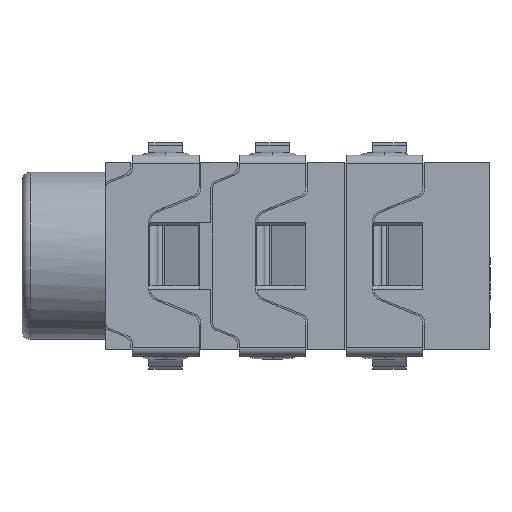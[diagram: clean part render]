
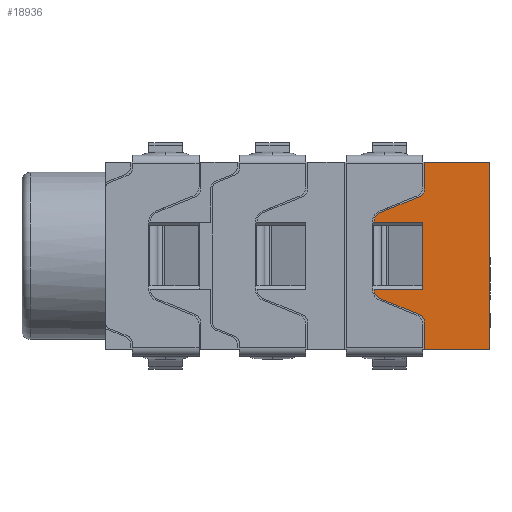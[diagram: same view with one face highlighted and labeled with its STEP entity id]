
A CAD part, top view. The second image highlights one B-rep face of the part: STEP entity #18936.
In plain terms, the highlighted planar face has unit normal (0, 0, 1).
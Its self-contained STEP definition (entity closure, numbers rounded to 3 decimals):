
#310 = CARTESIAN_POINT ( 'NONE',  ( 9.7, 2.8, 5. ) ) ;
#359 = CARTESIAN_POINT ( 'NONE',  ( 7.75, 2.8, 5. ) ) ;
#819 = ORIENTED_EDGE ( 'NONE', *, *, #17540, .T. ) ;
#909 = LINE ( 'NONE', #13119, #24463 ) ;
#943 = ORIENTED_EDGE ( 'NONE', *, *, #25141, .T. ) ;
#1037 = VECTOR ( 'NONE', #26026, 1000. ) ;
#1122 = CARTESIAN_POINT ( 'NONE',  ( 6.406, -1.28, 5. ) ) ;
#1134 = VERTEX_POINT ( 'NONE', #310 ) ;
#1157 = DIRECTION ( 'NONE',  ( -1., 0., 0. ) ) ;
#1305 = DIRECTION ( 'NONE',  ( -0.926, -0.377, 0. ) ) ;
#1339 = EDGE_CURVE ( 'NONE', #2137, #30674, #21988, .T. ) ;
#1952 = EDGE_CURVE ( 'NONE', #8662, #18817, #6267, .T. ) ;
#2137 = VERTEX_POINT ( 'NONE', #19841 ) ;
#2415 = VERTEX_POINT ( 'NONE', #2478 ) ;
#2478 = CARTESIAN_POINT ( 'NONE',  ( 6.25, -1.048, 5. ) ) ;
#2666 = CARTESIAN_POINT ( 'NONE',  ( 7.75, 2.8, 5. ) ) ;
#2685 = ORIENTED_EDGE ( 'NONE', *, *, #1952, .T. ) ;
#2908 = EDGE_CURVE ( 'NONE', #24697, #21849, #23694, .T. ) ;
#3234 = ORIENTED_EDGE ( 'NONE', *, *, #9794, .T. ) ;
#3445 = EDGE_CURVE ( 'NONE', #23445, #1134, #27373, .T. ) ;
#4010 = DIRECTION ( 'NONE',  ( 0., -1., 0. ) ) ;
#4129 = ORIENTED_EDGE ( 'NONE', *, *, #18322, .T. ) ;
#4394 = CARTESIAN_POINT ( 'NONE',  ( 7.75, 1.995, 5. ) ) ;
#4458 = CARTESIAN_POINT ( 'NONE',  ( 6.25, 1., 5. ) ) ;
#4639 = LINE ( 'NONE', #25506, #24103 ) ;
#4648 = EDGE_CURVE ( 'NONE', #1134, #8802, #16624, .T. ) ;
#4951 = DIRECTION ( 'NONE',  ( -1., 0., 0. ) ) ;
#5211 = FACE_OUTER_BOUND ( 'NONE', #21800, .T. ) ;
#5531 = CARTESIAN_POINT ( 'NONE',  ( 6.5, -1.048, 5. ) ) ;
#5826 = DIRECTION ( 'NONE',  ( 1., 0., 0. ) ) ;
#6106 = EDGE_CURVE ( 'NONE', #20978, #2137, #13045, .T. ) ;
#6267 = LINE ( 'NONE', #23234, #1037 ) ;
#7082 = DIRECTION ( 'NONE',  ( 1., 0., 0. ) ) ;
#7139 = CARTESIAN_POINT ( 'NONE',  ( 7.75, 1.995, 5. ) ) ;
#7571 = ORIENTED_EDGE ( 'NONE', *, *, #2908, .T. ) ;
#7605 = AXIS2_PLACEMENT_3D ( 'NONE', #21887, #14922, #10105 ) ;
#7653 = CARTESIAN_POINT ( 'NONE',  ( 6.25, -1., 5. ) ) ;
#8243 = ORIENTED_EDGE ( 'NONE', *, *, #29936, .T. ) ;
#8498 = CARTESIAN_POINT ( 'NONE',  ( 7.594, -1.763, 5. ) ) ;
#8646 = CARTESIAN_POINT ( 'NONE',  ( 9.7, -2.8, 5. ) ) ;
#8662 = VERTEX_POINT ( 'NONE', #27925 ) ;
#8802 = VERTEX_POINT ( 'NONE', #2666 ) ;
#9686 = DIRECTION ( 'NONE',  ( 0., 0., 1. ) ) ;
#9794 = EDGE_CURVE ( 'NONE', #2415, #24697, #18806, .T. ) ;
#9940 = DIRECTION ( 'NONE',  ( -1., 0., 0. ) ) ;
#10105 = DIRECTION ( 'NONE',  ( 1., 0., 0. ) ) ;
#10372 = DIRECTION ( 'NONE',  ( 0., -1., 0. ) ) ;
#10488 = DIRECTION ( 'NONE',  ( 1., 0., 0. ) ) ;
#10573 = CARTESIAN_POINT ( 'NONE',  ( 7.75, -1.995, 5. ) ) ;
#10896 = CARTESIAN_POINT ( 'NONE',  ( 7.75, -2.8, 5. ) ) ;
#10957 = AXIS2_PLACEMENT_3D ( 'NONE', #30135, #18952, #7082 ) ;
#11012 = VECTOR ( 'NONE', #5826, 1000. ) ;
#11512 = CARTESIAN_POINT ( 'NONE',  ( 7.594, 1.763, 5. ) ) ;
#11858 = DIRECTION ( 'NONE',  ( 0., -1., 0. ) ) ;
#12096 = VECTOR ( 'NONE', #1305, 1000. ) ;
#12580 = VERTEX_POINT ( 'NONE', #10896 ) ;
#12681 = VECTOR ( 'NONE', #17160, 1000. ) ;
#13045 = LINE ( 'NONE', #22365, #12096 ) ;
#13057 = DIRECTION ( 'NONE',  ( 0., 0., 1. ) ) ;
#13119 = CARTESIAN_POINT ( 'NONE',  ( 7.7, 1., 5. ) ) ;
#13939 = DIRECTION ( 'NONE',  ( 0.926, -0.377, 0. ) ) ;
#14205 = CARTESIAN_POINT ( 'NONE',  ( 6.5, 1.048, 5. ) ) ;
#14908 = VERTEX_POINT ( 'NONE', #7139 ) ;
#14922 = DIRECTION ( 'NONE',  ( 0., 0., 1. ) ) ;
#14978 = VERTEX_POINT ( 'NONE', #24947 ) ;
#15096 = ORIENTED_EDGE ( 'NONE', *, *, #25911, .T. ) ;
#15294 = DIRECTION ( 'NONE',  ( 0., 1., 0. ) ) ;
#15450 = LINE ( 'NONE', #17915, #19525 ) ;
#16289 = LINE ( 'NONE', #4394, #26083 ) ;
#16624 = LINE ( 'NONE', #359, #26903 ) ;
#16950 = EDGE_CURVE ( 'NONE', #12580, #23445, #17691, .T. ) ;
#17160 = DIRECTION ( 'NONE',  ( -1., 0., 0. ) ) ;
#17462 = CARTESIAN_POINT ( 'NONE',  ( 9.7, 2.8, 5. ) ) ;
#17540 = EDGE_CURVE ( 'NONE', #21849, #29873, #19520, .T. ) ;
#17620 = DIRECTION ( 'NONE',  ( 1., 0., 0. ) ) ;
#17691 = LINE ( 'NONE', #8646, #11012 ) ;
#17915 = CARTESIAN_POINT ( 'NONE',  ( 7.75, -2.8, 5. ) ) ;
#18322 = EDGE_CURVE ( 'NONE', #29873, #12580, #15450, .T. ) ;
#18328 = EDGE_CURVE ( 'NONE', #25773, #8662, #909, .T. ) ;
#18806 = CIRCLE ( 'NONE', #28239, 0.25 ) ;
#18817 = VERTEX_POINT ( 'NONE', #28319 ) ;
#18936 = ADVANCED_FACE ( 'NONE', ( #5211 ), #26998, .T. ) ;
#18952 = DIRECTION ( 'NONE',  ( 0., 0., -1. ) ) ;
#19027 = AXIS2_PLACEMENT_3D ( 'NONE', #14205, #9686, #4951 ) ;
#19187 = ORIENTED_EDGE ( 'NONE', *, *, #19928, .T. ) ;
#19221 = CARTESIAN_POINT ( 'NONE',  ( 6.25, 1.048, 5. ) ) ;
#19432 = ORIENTED_EDGE ( 'NONE', *, *, #6106, .T. ) ;
#19520 = CIRCLE ( 'NONE', #27407, 0.25 ) ;
#19525 = VECTOR ( 'NONE', #22275, 1000. ) ;
#19719 = ORIENTED_EDGE ( 'NONE', *, *, #18328, .T. ) ;
#19841 = CARTESIAN_POINT ( 'NONE',  ( 6.406, 1.28, 5. ) ) ;
#19928 = EDGE_CURVE ( 'NONE', #30674, #25773, #25333, .T. ) ;
#19978 = DIRECTION ( 'NONE',  ( 0., 0., -1. ) ) ;
#20978 = VERTEX_POINT ( 'NONE', #11512 ) ;
#21800 = EDGE_LOOP ( 'NONE', ( #28720, #24636, #27518, #8243, #19432, #29244, #19187, #19719, #2685, #943, #15096, #3234, #7571, #819, #4129, #29065 ) ) ;
#21848 = CIRCLE ( 'NONE', #10957, 0.25 ) ;
#21849 = VERTEX_POINT ( 'NONE', #8498 ) ;
#21887 = CARTESIAN_POINT ( 'NONE',  ( 7.5, -1.995, 5. ) ) ;
#21988 = CIRCLE ( 'NONE', #19027, 0.25 ) ;
#22275 = DIRECTION ( 'NONE',  ( 0., -1., 0. ) ) ;
#22365 = CARTESIAN_POINT ( 'NONE',  ( 6.406, 1.28, 5. ) ) ;
#23234 = CARTESIAN_POINT ( 'NONE',  ( 7.7, -1., 5. ) ) ;
#23445 = VERTEX_POINT ( 'NONE', #25733 ) ;
#23694 = LINE ( 'NONE', #25563, #24992 ) ;
#24103 = VECTOR ( 'NONE', #11858, 1000. ) ;
#24463 = VECTOR ( 'NONE', #10488, 1000. ) ;
#24636 = ORIENTED_EDGE ( 'NONE', *, *, #4648, .T. ) ;
#24697 = VERTEX_POINT ( 'NONE', #1122 ) ;
#24947 = CARTESIAN_POINT ( 'NONE',  ( 6.25, -1., 5. ) ) ;
#24992 = VECTOR ( 'NONE', #13939, 1000. ) ;
#25141 = EDGE_CURVE ( 'NONE', #18817, #14978, #28981, .T. ) ;
#25333 = LINE ( 'NONE', #4458, #29006 ) ;
#25506 = CARTESIAN_POINT ( 'NONE',  ( 6.25, -1.048, 5. ) ) ;
#25563 = CARTESIAN_POINT ( 'NONE',  ( 7.594, -1.763, 5. ) ) ;
#25620 = EDGE_CURVE ( 'NONE', #8802, #14908, #16289, .T. ) ;
#25733 = CARTESIAN_POINT ( 'NONE',  ( 9.7, -2.8, 5. ) ) ;
#25773 = VERTEX_POINT ( 'NONE', #29736 ) ;
#25911 = EDGE_CURVE ( 'NONE', #14978, #2415, #4639, .T. ) ;
#26026 = DIRECTION ( 'NONE',  ( 0., -1., 0. ) ) ;
#26083 = VECTOR ( 'NONE', #10372, 1000. ) ;
#26903 = VECTOR ( 'NONE', #9940, 1000. ) ;
#26998 = PLANE ( 'NONE',  #7605 ) ;
#27373 = LINE ( 'NONE', #17462, #28358 ) ;
#27407 = AXIS2_PLACEMENT_3D ( 'NONE', #29571, #19978, #17620 ) ;
#27518 = ORIENTED_EDGE ( 'NONE', *, *, #25620, .T. ) ;
#27925 = CARTESIAN_POINT ( 'NONE',  ( 7.7, 1., 5. ) ) ;
#28239 = AXIS2_PLACEMENT_3D ( 'NONE', #5531, #13057, #1157 ) ;
#28319 = CARTESIAN_POINT ( 'NONE',  ( 7.7, -1., 5. ) ) ;
#28358 = VECTOR ( 'NONE', #15294, 1000. ) ;
#28720 = ORIENTED_EDGE ( 'NONE', *, *, #3445, .T. ) ;
#28981 = LINE ( 'NONE', #7653, #12681 ) ;
#29006 = VECTOR ( 'NONE', #4010, 1000. ) ;
#29065 = ORIENTED_EDGE ( 'NONE', *, *, #16950, .T. ) ;
#29244 = ORIENTED_EDGE ( 'NONE', *, *, #1339, .T. ) ;
#29571 = CARTESIAN_POINT ( 'NONE',  ( 7.5, -1.995, 5. ) ) ;
#29736 = CARTESIAN_POINT ( 'NONE',  ( 6.25, 1., 5. ) ) ;
#29873 = VERTEX_POINT ( 'NONE', #10573 ) ;
#29936 = EDGE_CURVE ( 'NONE', #14908, #20978, #21848, .T. ) ;
#30135 = CARTESIAN_POINT ( 'NONE',  ( 7.5, 1.995, 5. ) ) ;
#30674 = VERTEX_POINT ( 'NONE', #19221 ) ;
